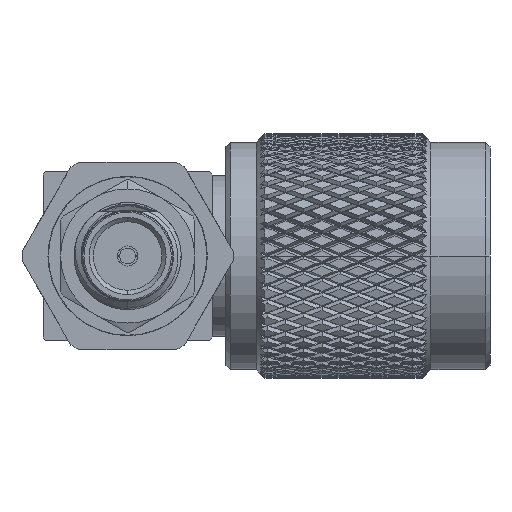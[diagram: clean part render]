
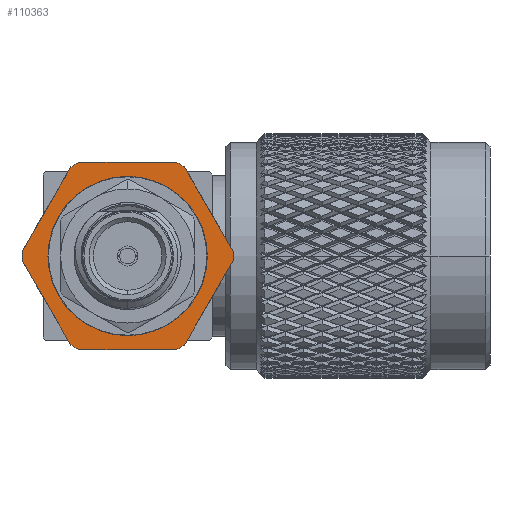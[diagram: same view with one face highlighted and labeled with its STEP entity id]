
A CAD part, left-side view. The second image highlights one B-rep face of the part: STEP entity #110363.
In plain terms, the highlighted face is planar.
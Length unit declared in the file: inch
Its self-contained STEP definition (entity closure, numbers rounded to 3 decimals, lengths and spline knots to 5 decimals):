
#1264 = VECTOR ( 'NONE', #59970, 39.37008 ) ;
#2596 = DIRECTION ( 'NONE',  ( 1., 0., 0. ) ) ;
#3278 = ORIENTED_EDGE ( 'NONE', *, *, #78133, .T. ) ;
#3372 = CARTESIAN_POINT ( 'NONE',  ( -0.21875, 0.1263, 0. ) ) ;
#5402 = CARTESIAN_POINT ( 'NONE',  ( 0., 0., 0. ) ) ;
#5455 = VECTOR ( 'NONE', #106560, 39.37008 ) ;
#5658 = CARTESIAN_POINT ( 'NONE',  ( -0.0107, -0.24642, 0. ) ) ;
#5766 = LINE ( 'NONE', #7794, #98479 ) ;
#7794 = CARTESIAN_POINT ( 'NONE',  ( 0.21875, 0.1263, 0. ) ) ;
#8027 = DIRECTION ( 'NONE',  ( 1., 0., 0. ) ) ;
#10001 = ORIENTED_EDGE ( 'NONE', *, *, #33203, .T. ) ;
#10597 = VERTEX_POINT ( 'NONE', #46981 ) ;
#10612 = ORIENTED_EDGE ( 'NONE', *, *, #18322, .F. ) ;
#11866 = EDGE_CURVE ( 'NONE', #89279, #82302, #42509, .T. ) ;
#12953 = CARTESIAN_POINT ( 'NONE',  ( 0., 0., 0. ) ) ;
#17856 = CARTESIAN_POINT ( 'NONE',  ( 0., 0., 0. ) ) ;
#18051 = ORIENTED_EDGE ( 'NONE', *, *, #126212, .T. ) ;
#18081 = DIRECTION ( 'NONE',  ( -0.866, 0.5, 0. ) ) ;
#18322 = EDGE_CURVE ( 'NONE', #34237, #31047, #116619, .T. ) ;
#18809 = CARTESIAN_POINT ( 'NONE',  ( -0.21875, -0.1263, 0. ) ) ;
#19939 = ORIENTED_EDGE ( 'NONE', *, *, #120288, .T. ) ;
#20212 = CARTESIAN_POINT ( 'NONE',  ( -0.20805, 0.13247, 0. ) ) ;
#21760 = ORIENTED_EDGE ( 'NONE', *, *, #67970, .T. ) ;
#22588 = AXIS2_PLACEMENT_3D ( 'NONE', #5402, #129237, #98351 ) ;
#24384 = CARTESIAN_POINT ( 'NONE',  ( 0.0107, 0.24642, 0. ) ) ;
#24961 = DIRECTION ( 'NONE',  ( 0., 0., 1. ) ) ;
#30010 = LINE ( 'NONE', #18809, #1264 ) ;
#31047 = VERTEX_POINT ( 'NONE', #122600 ) ;
#31394 = CARTESIAN_POINT ( 'NONE',  ( 0.0107, -0.24642, 0. ) ) ;
#31479 = CIRCLE ( 'NONE', #22588, 0.24665 ) ;
#32302 = CIRCLE ( 'NONE', #125138, 0.24665 ) ;
#32984 = DIRECTION ( 'NONE',  ( 1., 0., 0. ) ) ;
#33203 = EDGE_CURVE ( 'NONE', #61855, #62355, #124529, .T. ) ;
#34237 = VERTEX_POINT ( 'NONE', #76625 ) ;
#35912 = CARTESIAN_POINT ( 'NONE',  ( 0., -0.25259, 0. ) ) ;
#36569 = CARTESIAN_POINT ( 'NONE',  ( 0., 0.25259, 0. ) ) ;
#38660 = VERTEX_POINT ( 'NONE', #58556 ) ;
#41079 = VERTEX_POINT ( 'NONE', #5658 ) ;
#41120 = EDGE_CURVE ( 'NONE', #62136, #113602, #94373, .T. ) ;
#41732 = DIRECTION ( 'NONE',  ( 0., 0., 1. ) ) ;
#42035 = EDGE_CURVE ( 'NONE', #113602, #72264, #81440, .T. ) ;
#42509 = CIRCLE ( 'NONE', #69910, 0.24665 ) ;
#46478 = CARTESIAN_POINT ( 'NONE',  ( 0., 0., 0. ) ) ;
#46981 = CARTESIAN_POINT ( 'NONE',  ( -0.20805, -0.13247, 0. ) ) ;
#47102 = LINE ( 'NONE', #3372, #5455 ) ;
#48608 = AXIS2_PLACEMENT_3D ( 'NONE', #12953, #75515, #2596 ) ;
#48670 = ORIENTED_EDGE ( 'NONE', *, *, #129219, .F. ) ;
#49364 = FACE_BOUND ( 'NONE', #74450, .T. ) ;
#50387 = EDGE_LOOP ( 'NONE', ( #19939, #74966, #52597, #113319, #3278, #120241, #58966, #94363, #10001, #21760, #18051, #109314 ) ) ;
#50812 = CARTESIAN_POINT ( 'NONE',  ( 0.20805, -0.13247, 0. ) ) ;
#51847 = DIRECTION ( 'NONE',  ( 1., 0., 0. ) ) ;
#52597 = ORIENTED_EDGE ( 'NONE', *, *, #41120, .T. ) ;
#58556 = CARTESIAN_POINT ( 'NONE',  ( -0.21875, -0.11394, 0. ) ) ;
#58966 = ORIENTED_EDGE ( 'NONE', *, *, #118960, .T. ) ;
#59730 = EDGE_CURVE ( 'NONE', #131340, #62136, #119675, .T. ) ;
#59970 = DIRECTION ( 'NONE',  ( 0.866, -0.5, 0. ) ) ;
#61366 = AXIS2_PLACEMENT_3D ( 'NONE', #46478, #24961, #126878 ) ;
#61855 = VERTEX_POINT ( 'NONE', #31394 ) ;
#62136 = VERTEX_POINT ( 'NONE', #121057 ) ;
#62355 = VERTEX_POINT ( 'NONE', #50812 ) ;
#62569 = DIRECTION ( 'NONE',  ( 0., 0., 1. ) ) ;
#63448 = CARTESIAN_POINT ( 'NONE',  ( 0., 0., 0. ) ) ;
#64238 = CARTESIAN_POINT ( 'NONE',  ( -0.21875, 0.11394, 0. ) ) ;
#64243 = CARTESIAN_POINT ( 'NONE',  ( 0., 0., 0. ) ) ;
#65260 = VECTOR ( 'NONE', #95734, 39.37008 ) ;
#67970 = EDGE_CURVE ( 'NONE', #62355, #114923, #32302, .T. ) ;
#69910 = AXIS2_PLACEMENT_3D ( 'NONE', #102425, #41732, #102874 ) ;
#70638 = CIRCLE ( 'NONE', #93206, 0.186 ) ;
#72264 = VERTEX_POINT ( 'NONE', #64238 ) ;
#73331 = PLANE ( 'NONE',  #109506 ) ;
#74450 = EDGE_LOOP ( 'NONE', ( #10612, #48670 ) ) ;
#74823 = EDGE_CURVE ( 'NONE', #41079, #61855, #31479, .T. ) ;
#74966 = ORIENTED_EDGE ( 'NONE', *, *, #59730, .T. ) ;
#75515 = DIRECTION ( 'NONE',  ( 0., 0., 1. ) ) ;
#76625 = CARTESIAN_POINT ( 'NONE',  ( 0.186, 0., 0. ) ) ;
#76631 = CARTESIAN_POINT ( 'NONE',  ( 0.20805, 0.13247, 0. ) ) ;
#78133 = EDGE_CURVE ( 'NONE', #72264, #38660, #47102, .T. ) ;
#79118 = LINE ( 'NONE', #101344, #106184 ) ;
#81440 = CIRCLE ( 'NONE', #48608, 0.24665 ) ;
#82302 = VERTEX_POINT ( 'NONE', #76631 ) ;
#83549 = CARTESIAN_POINT ( 'NONE',  ( 0., 0., 0. ) ) ;
#85607 = DIRECTION ( 'NONE',  ( 1., 0., 0. ) ) ;
#85719 = DIRECTION ( 'NONE',  ( 1., 0., 0. ) ) ;
#89279 = VERTEX_POINT ( 'NONE', #101240 ) ;
#91515 = DIRECTION ( 'NONE',  ( 0., 1., 0. ) ) ;
#91573 = AXIS2_PLACEMENT_3D ( 'NONE', #64243, #115487, #85607 ) ;
#93206 = AXIS2_PLACEMENT_3D ( 'NONE', #63448, #62569, #32984 ) ;
#94363 = ORIENTED_EDGE ( 'NONE', *, *, #74823, .T. ) ;
#94373 = LINE ( 'NONE', #36569, #111874 ) ;
#95734 = DIRECTION ( 'NONE',  ( 0.866, 0.5, 0. ) ) ;
#98351 = DIRECTION ( 'NONE',  ( 1., 0., 0. ) ) ;
#98479 = VECTOR ( 'NONE', #18081, 39.37008 ) ;
#101170 = CARTESIAN_POINT ( 'NONE',  ( 0.21875, -0.11394, 0. ) ) ;
#101240 = CARTESIAN_POINT ( 'NONE',  ( 0.21875, 0.11394, 0. ) ) ;
#101344 = CARTESIAN_POINT ( 'NONE',  ( 0.21875, -0.1263, 0. ) ) ;
#102425 = CARTESIAN_POINT ( 'NONE',  ( 0., 0., 0. ) ) ;
#102874 = DIRECTION ( 'NONE',  ( 1., 0., 0. ) ) ;
#106184 = VECTOR ( 'NONE', #91515, 39.37008 ) ;
#106560 = DIRECTION ( 'NONE',  ( 0., -1., 0. ) ) ;
#107981 = DIRECTION ( 'NONE',  ( -0.866, -0.5, 0. ) ) ;
#109007 = DIRECTION ( 'NONE',  ( 0., 0., 1. ) ) ;
#109314 = ORIENTED_EDGE ( 'NONE', *, *, #11866, .T. ) ;
#109506 = AXIS2_PLACEMENT_3D ( 'NONE', #83549, #127241, #85719 ) ;
#110048 = FACE_OUTER_BOUND ( 'NONE', #50387, .T. ) ;
#110363 = ADVANCED_FACE ( 'NONE', ( #49364, #110048 ), #73331, .T. ) ;
#111874 = VECTOR ( 'NONE', #107981, 39.37008 ) ;
#112671 = AXIS2_PLACEMENT_3D ( 'NONE', #122345, #124125, #51847 ) ;
#113319 = ORIENTED_EDGE ( 'NONE', *, *, #42035, .T. ) ;
#113602 = VERTEX_POINT ( 'NONE', #20212 ) ;
#114374 = CIRCLE ( 'NONE', #91573, 0.24665 ) ;
#114923 = VERTEX_POINT ( 'NONE', #101170 ) ;
#115487 = DIRECTION ( 'NONE',  ( 0., 0., 1. ) ) ;
#116619 = CIRCLE ( 'NONE', #112671, 0.186 ) ;
#118960 = EDGE_CURVE ( 'NONE', #10597, #41079, #30010, .T. ) ;
#119675 = CIRCLE ( 'NONE', #61366, 0.24665 ) ;
#120241 = ORIENTED_EDGE ( 'NONE', *, *, #124008, .T. ) ;
#120288 = EDGE_CURVE ( 'NONE', #82302, #131340, #5766, .T. ) ;
#121057 = CARTESIAN_POINT ( 'NONE',  ( -0.0107, 0.24642, 0. ) ) ;
#122345 = CARTESIAN_POINT ( 'NONE',  ( 0., 0., 0. ) ) ;
#122600 = CARTESIAN_POINT ( 'NONE',  ( -0.186, 0., 0. ) ) ;
#124008 = EDGE_CURVE ( 'NONE', #38660, #10597, #114374, .T. ) ;
#124125 = DIRECTION ( 'NONE',  ( 0., 0., 1. ) ) ;
#124529 = LINE ( 'NONE', #35912, #65260 ) ;
#125138 = AXIS2_PLACEMENT_3D ( 'NONE', #17856, #109007, #8027 ) ;
#126212 = EDGE_CURVE ( 'NONE', #114923, #89279, #79118, .T. ) ;
#126878 = DIRECTION ( 'NONE',  ( 1., 0., 0. ) ) ;
#127241 = DIRECTION ( 'NONE',  ( 0., 0., 1. ) ) ;
#129219 = EDGE_CURVE ( 'NONE', #31047, #34237, #70638, .T. ) ;
#129237 = DIRECTION ( 'NONE',  ( 0., 0., 1. ) ) ;
#131340 = VERTEX_POINT ( 'NONE', #24384 ) ;
